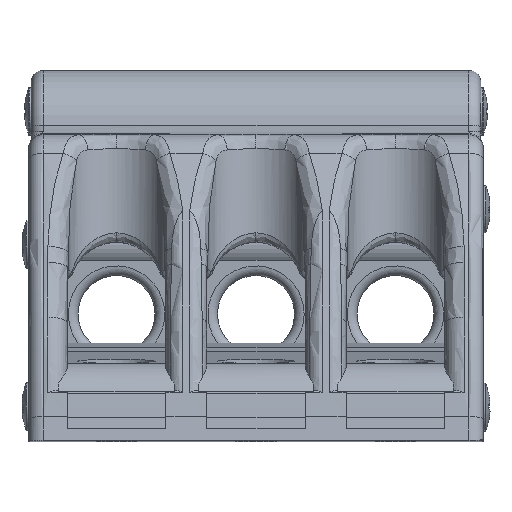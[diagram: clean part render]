
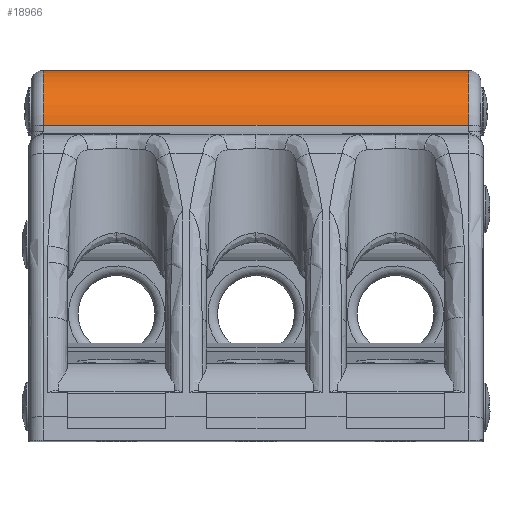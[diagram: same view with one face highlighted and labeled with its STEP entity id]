
A CAD part, top view. The second image highlights one B-rep face of the part: STEP entity #18966.
In plain terms, the highlighted cylindrical face has radius 13.256 mm (diameter 26.513 mm), a partial arc.
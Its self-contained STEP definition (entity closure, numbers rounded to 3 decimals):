
#587=CYLINDRICAL_SURFACE('',#20703,13.256);
#881=CIRCLE('',#19636,13.256);
#1487=CIRCLE('',#20704,13.256);
#2378=LINE('',#40500,#3366);
#2379=LINE('',#40502,#3367);
#2380=LINE('',#40504,#3368);
#2394=LINE('',#40604,#3382);
#2395=LINE('',#40606,#3383);
#2396=LINE('',#40608,#3384);
#2397=LINE('',#40610,#3385);
#2398=LINE('',#40612,#3386);
#2399=LINE('',#40614,#3387);
#2400=LINE('',#40616,#3388);
#2401=LINE('',#40618,#3389);
#2402=LINE('',#40620,#3390);
#2403=LINE('',#40622,#3391);
#2404=LINE('',#40623,#3392);
#2510=LINE('',#41662,#3498);
#2511=LINE('',#41664,#3499);
#2512=LINE('',#41666,#3500);
#2513=LINE('',#41668,#3501);
#2514=LINE('',#41669,#3502);
#3366=VECTOR('',#24181,9.95);
#3367=VECTOR('',#24182,10.);
#3368=VECTOR('',#24183,9.95);
#3382=VECTOR('',#24207,9.95);
#3383=VECTOR('',#24208,9.95);
#3384=VECTOR('',#24209,10.);
#3385=VECTOR('',#24210,9.95);
#3386=VECTOR('',#24211,9.95);
#3387=VECTOR('',#24212,9.95);
#3388=VECTOR('',#24213,9.95);
#3389=VECTOR('',#24214,10.);
#3390=VECTOR('',#24215,9.95);
#3391=VECTOR('',#24216,9.95);
#3392=VECTOR('',#24217,9.95);
#3498=VECTOR('',#24741,9.95);
#3499=VECTOR('',#24742,9.95);
#3500=VECTOR('',#24743,9.95);
#3501=VECTOR('',#24744,9.95);
#3502=VECTOR('',#24745,9.95);
#4789=FACE_OUTER_BOUND('',#5870,.T.);
#5870=EDGE_LOOP('',(#15926,#15927,#15928,#15929,#15930,#15931,#15932,#15933,
#15934,#15935,#15936,#15937,#15938,#15939,#15940,#15941,#15942,#15943,#15944,
#15945,#15946));
#7363=VERTEX_POINT('',#28352);
#7364=VERTEX_POINT('',#28356);
#8215=VERTEX_POINT('',#40498);
#8216=VERTEX_POINT('',#40499);
#8217=VERTEX_POINT('',#40501);
#8218=VERTEX_POINT('',#40503);
#8241=VERTEX_POINT('',#40603);
#8242=VERTEX_POINT('',#40605);
#8243=VERTEX_POINT('',#40607);
#8244=VERTEX_POINT('',#40609);
#8245=VERTEX_POINT('',#40611);
#8246=VERTEX_POINT('',#40613);
#8247=VERTEX_POINT('',#40615);
#8248=VERTEX_POINT('',#40617);
#8249=VERTEX_POINT('',#40619);
#8250=VERTEX_POINT('',#40621);
#8443=VERTEX_POINT('',#41659);
#8444=VERTEX_POINT('',#41661);
#8445=VERTEX_POINT('',#41663);
#8446=VERTEX_POINT('',#41665);
#8447=VERTEX_POINT('',#41667);
#9424=EDGE_CURVE('',#7363,#7364,#881,.T.);
#10770=EDGE_CURVE('',#8215,#8216,#2378,.T.);
#10771=EDGE_CURVE('',#8216,#8217,#2379,.T.);
#10772=EDGE_CURVE('',#8218,#8217,#2380,.T.);
#10796=EDGE_CURVE('',#7363,#8241,#2394,.T.);
#10797=EDGE_CURVE('',#8241,#8242,#2395,.T.);
#10798=EDGE_CURVE('',#8242,#8243,#2396,.T.);
#10799=EDGE_CURVE('',#8244,#8243,#2397,.T.);
#10800=EDGE_CURVE('',#8244,#8245,#2398,.T.);
#10801=EDGE_CURVE('',#8245,#8246,#2399,.T.);
#10802=EDGE_CURVE('',#8246,#8247,#2400,.T.);
#10803=EDGE_CURVE('',#8247,#8248,#2401,.T.);
#10804=EDGE_CURVE('',#8249,#8248,#2402,.T.);
#10805=EDGE_CURVE('',#8249,#8250,#2403,.T.);
#10806=EDGE_CURVE('',#8250,#8215,#2404,.T.);
#11091=EDGE_CURVE('',#8444,#8443,#2510,.T.);
#11092=EDGE_CURVE('',#8445,#8444,#2511,.T.);
#11093=EDGE_CURVE('',#8446,#8445,#2512,.T.);
#11094=EDGE_CURVE('',#8447,#8446,#2513,.T.);
#11095=EDGE_CURVE('',#7364,#8447,#2514,.T.);
#11096=EDGE_CURVE('',#8443,#8218,#1487,.T.);
#15926=ORIENTED_EDGE('',*,*,#11091,.T.);
#15927=ORIENTED_EDGE('',*,*,#11096,.T.);
#15928=ORIENTED_EDGE('',*,*,#10772,.T.);
#15929=ORIENTED_EDGE('',*,*,#10771,.F.);
#15930=ORIENTED_EDGE('',*,*,#10770,.F.);
#15931=ORIENTED_EDGE('',*,*,#10806,.F.);
#15932=ORIENTED_EDGE('',*,*,#10805,.F.);
#15933=ORIENTED_EDGE('',*,*,#10804,.T.);
#15934=ORIENTED_EDGE('',*,*,#10803,.F.);
#15935=ORIENTED_EDGE('',*,*,#10802,.F.);
#15936=ORIENTED_EDGE('',*,*,#10801,.F.);
#15937=ORIENTED_EDGE('',*,*,#10800,.F.);
#15938=ORIENTED_EDGE('',*,*,#10799,.T.);
#15939=ORIENTED_EDGE('',*,*,#10798,.F.);
#15940=ORIENTED_EDGE('',*,*,#10797,.F.);
#15941=ORIENTED_EDGE('',*,*,#10796,.F.);
#15942=ORIENTED_EDGE('',*,*,#9424,.T.);
#15943=ORIENTED_EDGE('',*,*,#11095,.T.);
#15944=ORIENTED_EDGE('',*,*,#11094,.T.);
#15945=ORIENTED_EDGE('',*,*,#11093,.T.);
#15946=ORIENTED_EDGE('',*,*,#11092,.T.);
#18966=ADVANCED_FACE('',(#4789),#587,.T.);
#19636=AXIS2_PLACEMENT_3D('',#28358,#22051,#22052);
#20703=AXIS2_PLACEMENT_3D('',#41670,#24746,#24747);
#20704=AXIS2_PLACEMENT_3D('',#41671,#24748,#24749);
#22051=DIRECTION('center_axis',(1.,0.,0.));
#22052=DIRECTION('ref_axis',(0.,0.136,0.991));
#24181=DIRECTION('',(1.,0.,0.));
#24182=DIRECTION('',(1.,0.,0.));
#24183=DIRECTION('',(-1.,0.,0.));
#24207=DIRECTION('',(1.,0.,0.));
#24208=DIRECTION('',(1.,0.,0.));
#24209=DIRECTION('',(1.,0.,0.));
#24210=DIRECTION('',(-1.,0.,0.));
#24211=DIRECTION('',(1.,0.,0.));
#24212=DIRECTION('',(1.,0.,0.));
#24213=DIRECTION('',(1.,0.,0.));
#24214=DIRECTION('',(1.,0.,0.));
#24215=DIRECTION('',(-1.,0.,0.));
#24216=DIRECTION('',(1.,0.,0.));
#24217=DIRECTION('',(1.,0.,0.));
#24741=DIRECTION('',(1.,0.,0.));
#24742=DIRECTION('',(1.,0.,0.));
#24743=DIRECTION('',(1.,0.,0.));
#24744=DIRECTION('',(1.,0.,0.));
#24745=DIRECTION('',(1.,0.,0.));
#24746=DIRECTION('center_axis',(1.,0.,0.));
#24747=DIRECTION('ref_axis',(0.,0.136,0.991));
#24748=DIRECTION('center_axis',(-1.,0.,0.));
#24749=DIRECTION('ref_axis',(0.,0.855,-0.518));
#28352=CARTESIAN_POINT('',(-73.262,72.614,2.36));
#28356=CARTESIAN_POINT('',(-73.262,63.081,22.365));
#28358=CARTESIAN_POINT('Origin',(-73.262,61.279,9.232));
#40498=CARTESIAN_POINT('',(-13.738,72.614,2.36));
#40499=CARTESIAN_POINT('',(-13.449,72.614,2.36));
#40500=CARTESIAN_POINT('',(-14.728,72.614,2.36));
#40501=CARTESIAN_POINT('',(13.449,72.614,2.36));
#40502=CARTESIAN_POINT('',(0.,72.614,2.36));
#40503=CARTESIAN_POINT('',(15.262,72.614,2.36));
#40504=CARTESIAN_POINT('',(17.75,72.614,2.36));
#40603=CARTESIAN_POINT('',(-72.,72.614,2.36));
#40604=CARTESIAN_POINT('',(-72.728,72.614,2.36));
#40605=CARTESIAN_POINT('',(-71.449,72.614,2.36));
#40606=CARTESIAN_POINT('',(-72.728,72.614,2.36));
#40607=CARTESIAN_POINT('',(-44.551,72.614,2.36));
#40608=CARTESIAN_POINT('',(-58.,72.614,2.36));
#40609=CARTESIAN_POINT('',(-44.262,72.614,2.36));
#40610=CARTESIAN_POINT('',(-40.25,72.614,2.36));
#40611=CARTESIAN_POINT('',(-43.,72.614,2.36));
#40612=CARTESIAN_POINT('',(-43.728,72.614,2.36));
#40613=CARTESIAN_POINT('',(-42.738,72.614,2.36));
#40614=CARTESIAN_POINT('',(-43.728,72.614,2.36));
#40615=CARTESIAN_POINT('',(-42.449,72.614,2.36));
#40616=CARTESIAN_POINT('',(-43.728,72.614,2.36));
#40617=CARTESIAN_POINT('',(-15.551,72.614,2.36));
#40618=CARTESIAN_POINT('',(-29.,72.614,2.36));
#40619=CARTESIAN_POINT('',(-15.262,72.614,2.36));
#40620=CARTESIAN_POINT('',(-11.25,72.614,2.36));
#40621=CARTESIAN_POINT('',(-14.,72.614,2.36));
#40622=CARTESIAN_POINT('',(-14.728,72.614,2.36));
#40623=CARTESIAN_POINT('',(-14.728,72.614,2.36));
#41659=CARTESIAN_POINT('',(15.262,63.081,22.365));
#41661=CARTESIAN_POINT('',(-13.738,63.081,22.365));
#41662=CARTESIAN_POINT('',(-14.728,63.081,22.365));
#41663=CARTESIAN_POINT('',(-15.262,63.081,22.365));
#41664=CARTESIAN_POINT('',(-14.728,63.081,22.365));
#41665=CARTESIAN_POINT('',(-42.738,63.081,22.365));
#41666=CARTESIAN_POINT('',(-43.728,63.081,22.365));
#41667=CARTESIAN_POINT('',(-44.262,63.081,22.365));
#41668=CARTESIAN_POINT('',(-43.728,63.081,22.365));
#41669=CARTESIAN_POINT('',(-72.728,63.081,22.365));
#41670=CARTESIAN_POINT('Origin',(-17.75,61.279,9.232));
#41671=CARTESIAN_POINT('Origin',(15.262,61.279,9.232));
